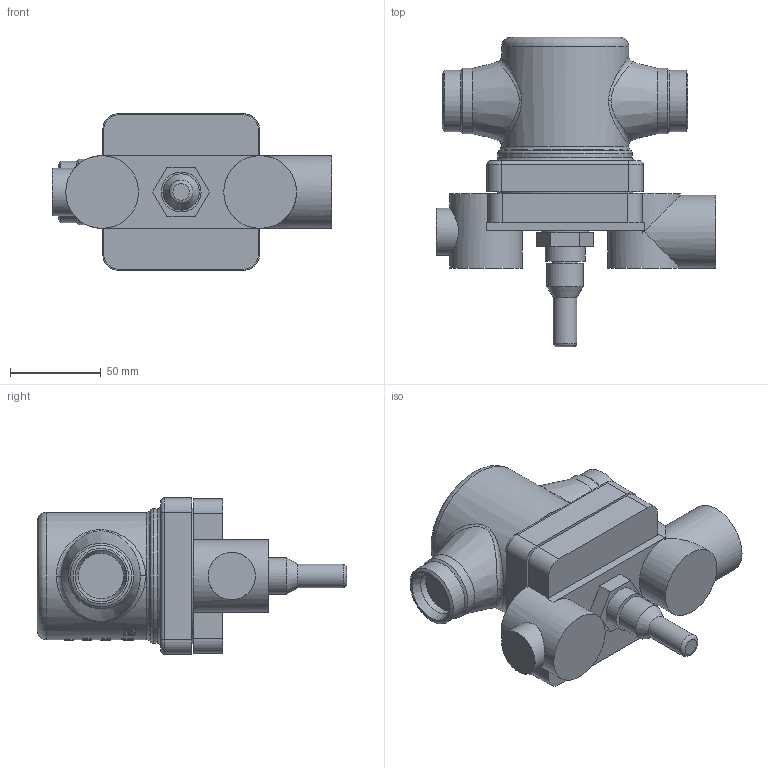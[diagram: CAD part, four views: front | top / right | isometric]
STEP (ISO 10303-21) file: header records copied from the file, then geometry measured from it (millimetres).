
FILE_DESCRIPTION(('TFLEX Exchange Step'),'2;1');
FILE_NAME('027B3025R.stp', '2024-07-02T14:07:42+03:00',('RUCO3378'),('Unknown organisation'),'TFLEX Exchange 2024.4','T-FLEX CAD','Unknown authorisation');
FILE_SCHEMA( ('AP203_CONFIGURATION_CONTROLLED_3D_DESIGN_OF_MECHANICAL_PARTS_AND_ASSEMBLIES_MIM_LF') );
Length unit declared in the file: millimetre
Products named in the file (1): Assembly
Bounding box: 154 x 170.26 x 86 mm (x, y, z)
Volume: 721148.1 mm3; surface area: 71234.8 mm2
Topology: 1 solids, 1 shells, 397 faces, 1092 edges, 732 vertices
Faces by surface type: bspline 161, plane 160, cylinder 57, cone 10, torus 9
Full cylindrical faces by diameter (mm): 13 x1, 14.5 x1, 20 x1, 22 x1, 25 x2, 26 x2, 33.7 x2, 36 x2, 40 x3, 70 x1, 74 x1, 75 x1
Entity records: 17894 total; most frequent: CARTESIAN_POINT 8956, ORIENTED_EDGE 2184, DIRECTION 1335, EDGE_CURVE 1092, VERTEX_POINT 732, AXIS2_PLACEMENT_3D 506, B_SPLINE_CURVE_WITH_KNOTS 496, EDGE_LOOP 432
